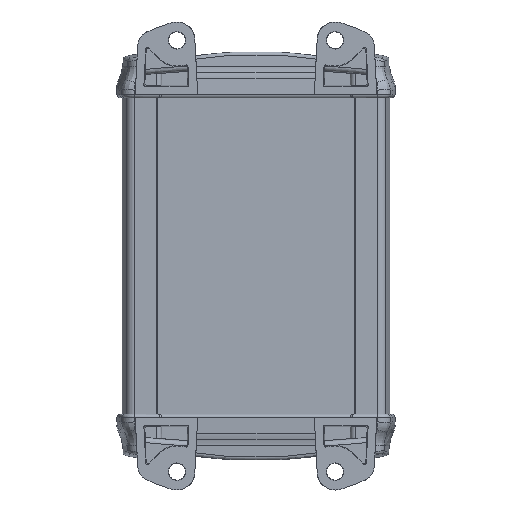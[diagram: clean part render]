
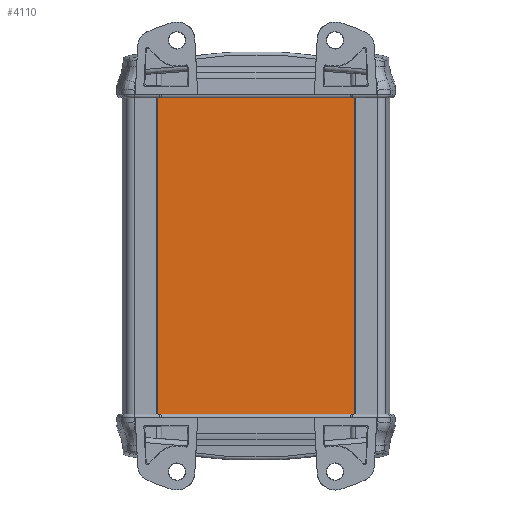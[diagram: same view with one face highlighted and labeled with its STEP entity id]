
A CAD part, front view. The second image highlights one B-rep face of the part: STEP entity #4110.
In plain terms, the highlighted planar face has unit normal (0, -1, 0).
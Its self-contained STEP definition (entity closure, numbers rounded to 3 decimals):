
#4054=CARTESIAN_POINT('',(30.,-19.5,100.0));
#4055=VERTEX_POINT('',#4054);
#4062=CARTESIAN_POINT('',(30.,-19.5,0.0));
#4063=VERTEX_POINT('',#4062);
#4064=CARTESIAN_POINT('',(30.,-19.5,0.0));
#4065=DIRECTION('',(0.0,0.0,1.0));
#4066=VECTOR('',#4065,100.0);
#4067=LINE('',#4064,#4066);
#4068=EDGE_CURVE('',#4063,#4055,#4067,.T.);
#4080=CARTESIAN_POINT('',(30.,-19.5,0.0));
#4081=DIRECTION('',(0.0,-1.0,0.0));
#4082=DIRECTION('',(0.0,0.0,-1.0));
#4083=AXIS2_PLACEMENT_3D('',#4080,#4081,#4082);
#4084=PLANE('',#4083);
#4085=CARTESIAN_POINT('',(-30.,-19.5,100.0));
#4086=VERTEX_POINT('',#4085);
#4087=CARTESIAN_POINT('',(30.,-19.5,100.0));
#4088=DIRECTION('',(-1.0,0.0,0.0));
#4089=VECTOR('',#4088,60.);
#4090=LINE('',#4087,#4089);
#4091=EDGE_CURVE('',#4055,#4086,#4090,.T.);
#4092=ORIENTED_EDGE('',*,*,#4091,.T.);
#4093=CARTESIAN_POINT('',(-30.,-19.5,0.0));
#4094=VERTEX_POINT('',#4093);
#4095=CARTESIAN_POINT('',(-30.,-19.5,0.0));
#4096=DIRECTION('',(0.0,0.0,1.0));
#4097=VECTOR('',#4096,100.0);
#4098=LINE('',#4095,#4097);
#4099=EDGE_CURVE('',#4094,#4086,#4098,.T.);
#4100=ORIENTED_EDGE('',*,*,#4099,.F.);
#4101=CARTESIAN_POINT('',(30.,-19.5,0.0));
#4102=DIRECTION('',(-1.0,0.0,0.0));
#4103=VECTOR('',#4102,60.);
#4104=LINE('',#4101,#4103);
#4105=EDGE_CURVE('',#4063,#4094,#4104,.T.);
#4106=ORIENTED_EDGE('',*,*,#4105,.F.);
#4107=ORIENTED_EDGE('',*,*,#4068,.T.);
#4108=EDGE_LOOP('',(#4092,#4100,#4106,#4107));
#4109=FACE_OUTER_BOUND('',#4108,.T.);
#4110=ADVANCED_FACE('',(#4109),#4084,.T.);
